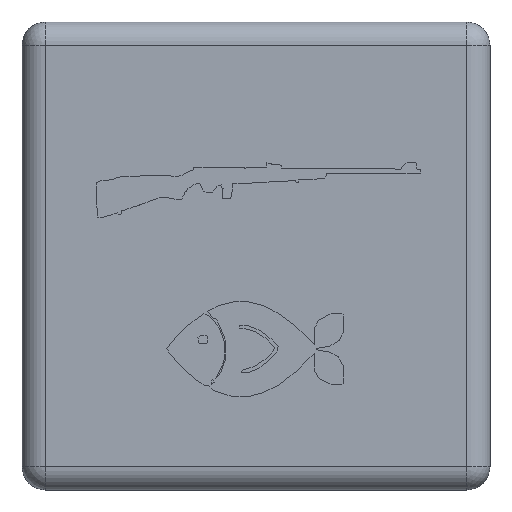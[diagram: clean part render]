
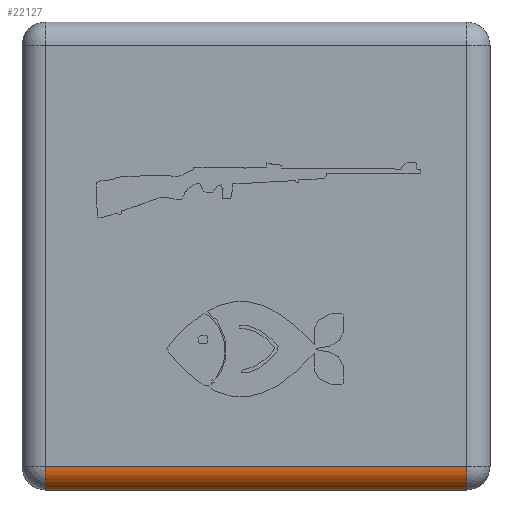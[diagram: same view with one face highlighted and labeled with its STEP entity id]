
A CAD part, front view. The second image highlights one B-rep face of the part: STEP entity #22127.
In plain terms, the highlighted cylindrical face has radius 1.5 mm (diameter 3 mm), a partial arc.
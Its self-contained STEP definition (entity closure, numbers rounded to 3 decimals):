
#18=CYLINDRICAL_SURFACE('',#22570,1.5);
#35=CIRCLE('',#22567,1.5);
#38=CIRCLE('',#22571,1.5);
#1641=FACE_OUTER_BOUND('',#2844,.T.);
#2844=EDGE_LOOP('',(#20141,#20142,#20143,#20144));
#4370=LINE('',#41032,#6195);
#4686=LINE('',#41686,#6511);
#6195=VECTOR('',#24685,10.);
#6511=VECTOR('',#25249,10.);
#10005=VERTEX_POINT('',#41030);
#10006=VERTEX_POINT('',#41031);
#10219=VERTEX_POINT('',#41677);
#10220=VERTEX_POINT('',#41681);
#13218=EDGE_CURVE('',#10005,#10006,#4370,.T.);
#13542=EDGE_CURVE('',#10220,#10006,#35,.T.);
#13545=EDGE_CURVE('',#10220,#10219,#4686,.T.);
#13546=EDGE_CURVE('',#10219,#10005,#38,.T.);
#20141=ORIENTED_EDGE('',*,*,#13542,.F.);
#20142=ORIENTED_EDGE('',*,*,#13545,.T.);
#20143=ORIENTED_EDGE('',*,*,#13546,.T.);
#20144=ORIENTED_EDGE('',*,*,#13218,.T.);
#22127=ADVANCED_FACE('',(#1641),#18,.T.);
#22567=AXIS2_PLACEMENT_3D('',#41682,#25241,#25242);
#22570=AXIS2_PLACEMENT_3D('',#41685,#25247,#25248);
#22571=AXIS2_PLACEMENT_3D('',#41687,#25250,#25251);
#24685=DIRECTION('',(-1.,0.,0.));
#25241=DIRECTION('center_axis',(-1.,0.,0.));
#25242=DIRECTION('ref_axis',(0.,0.,-1.));
#25247=DIRECTION('center_axis',(1.,0.,0.));
#25248=DIRECTION('ref_axis',(0.,-0.707,-0.707));
#25249=DIRECTION('',(1.,0.,0.));
#25250=DIRECTION('center_axis',(-1.,0.,0.));
#25251=DIRECTION('ref_axis',(0.,0.,-1.));
#41030=CARTESIAN_POINT('',(13.5,0.,-13.5));
#41031=CARTESIAN_POINT('',(-13.5,0.,-13.5));
#41032=CARTESIAN_POINT('',(7.5,0.,-13.5));
#41677=CARTESIAN_POINT('',(13.5,1.5,-15.));
#41681=CARTESIAN_POINT('',(-13.5,1.5,-15.));
#41682=CARTESIAN_POINT('Origin',(-13.5,1.5,-13.5));
#41685=CARTESIAN_POINT('Origin',(7.5,1.5,-13.5));
#41686=CARTESIAN_POINT('',(7.5,1.5,-15.));
#41687=CARTESIAN_POINT('Origin',(13.5,1.5,-13.5));
